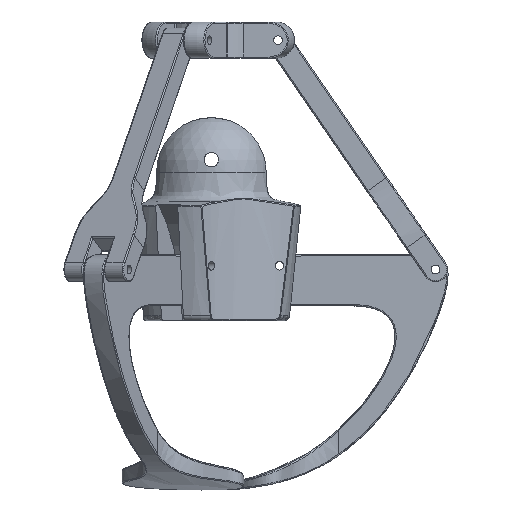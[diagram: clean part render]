
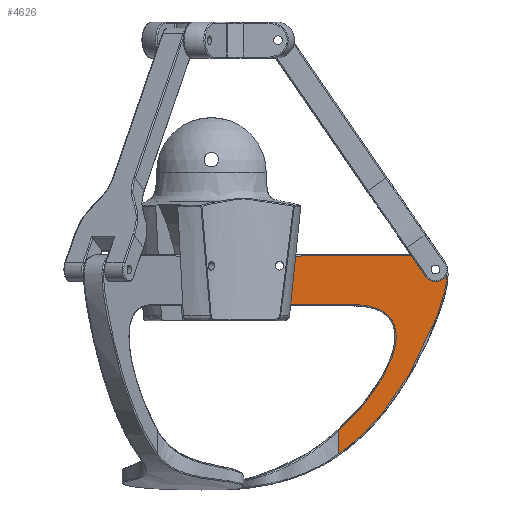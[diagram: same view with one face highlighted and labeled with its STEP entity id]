
A CAD part, left-side view. The second image highlights one B-rep face of the part: STEP entity #4626.
In plain terms, the highlighted planar face has unit normal (-1, 0, 0).
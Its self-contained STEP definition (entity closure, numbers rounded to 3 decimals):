
#260=PLANE('',#5253);
#305=FACE_BOUND('',#1259,.T.);
#306=FACE_BOUND('',#1260,.T.);
#619=CIRCLE('',#5232,3.171);
#634=CIRCLE('',#5254,1.268);
#635=CIRCLE('',#5255,1.268);
#932=FACE_OUTER_BOUND('',#1258,.T.);
#1258=EDGE_LOOP('',(#4188,#4189,#4190,#4191,#4192,#4193,#4194));
#1259=EDGE_LOOP('',(#4195));
#1260=EDGE_LOOP('',(#4196));
#1430=LINE('',#10771,#1603);
#1434=LINE('',#10790,#1607);
#1438=LINE('',#11822,#1611);
#1443=LINE('',#11880,#1616);
#1603=VECTOR('',#6490,17.615);
#1607=VECTOR('',#6512,17.615);
#1611=VECTOR('',#6548,17.615);
#1616=VECTOR('',#6559,17.615);
#1761=B_SPLINE_CURVE_WITH_KNOTS('',3,(#10884,#10885,#10886,#10887,#10888,
#10889,#10890,#10891,#10892,#10893,#10894,#10895,#10896,#10897,#10898),
 .UNSPECIFIED.,.F.,.F.,(4,1,1,1,1,1,1,1,1,1,1,1,4),(0.,
0.153,0.306,0.459,0.535,
0.611,0.764,0.917,1.223,
1.834,3.057,3.669,4.28),
 .UNSPECIFIED.);
#1779=B_SPLINE_CURVE_WITH_KNOTS('',3,(#11808,#11809,#11810,#11811,#11812,
#11813,#11814,#11815,#11816,#11817,#11818,#11819),.UNSPECIFIED.,.F.,.F.,
(4,1,1,1,1,1,1,1,1,4),(0.,0.837,1.256,
1.675,1.884,2.093,2.303,2.512,
2.722,2.931),.UNSPECIFIED.);
#2150=VERTEX_POINT('',#10768);
#2151=VERTEX_POINT('',#10770);
#2154=VERTEX_POINT('',#10780);
#2156=VERTEX_POINT('',#10786);
#2158=VERTEX_POINT('',#10866);
#2176=VERTEX_POINT('',#11692);
#2178=VERTEX_POINT('',#11793);
#2180=VERTEX_POINT('',#11881);
#2181=VERTEX_POINT('',#11883);
#2807=EDGE_CURVE('',#2150,#2151,#1430,.T.);
#2814=EDGE_CURVE('',#2151,#2154,#619,.T.);
#2817=EDGE_CURVE('',#2154,#2156,#1434,.T.);
#2820=EDGE_CURVE('',#2156,#2158,#1761,.T.);
#2852=EDGE_CURVE('',#2176,#2178,#1779,.T.);
#2854=EDGE_CURVE('',#2178,#2150,#1438,.T.);
#2859=EDGE_CURVE('',#2158,#2176,#1443,.T.);
#2860=EDGE_CURVE('',#2180,#2180,#634,.T.);
#2861=EDGE_CURVE('',#2181,#2181,#635,.T.);
#4188=ORIENTED_EDGE('',*,*,#2820,.F.);
#4189=ORIENTED_EDGE('',*,*,#2817,.F.);
#4190=ORIENTED_EDGE('',*,*,#2814,.F.);
#4191=ORIENTED_EDGE('',*,*,#2807,.F.);
#4192=ORIENTED_EDGE('',*,*,#2854,.F.);
#4193=ORIENTED_EDGE('',*,*,#2852,.F.);
#4194=ORIENTED_EDGE('',*,*,#2859,.F.);
#4195=ORIENTED_EDGE('',*,*,#2860,.T.);
#4196=ORIENTED_EDGE('',*,*,#2861,.T.);
#4626=ADVANCED_FACE('',(#932,#305,#306),#260,.F.);
#5232=AXIS2_PLACEMENT_3D('',#10784,#6505,#6506);
#5253=AXIS2_PLACEMENT_3D('',#11879,#6557,#6558);
#5254=AXIS2_PLACEMENT_3D('',#11882,#6560,#6561);
#5255=AXIS2_PLACEMENT_3D('',#11884,#6562,#6563);
#6490=DIRECTION('',(0.,-0.274,0.962));
#6505=DIRECTION('center_axis',(1.,0.,0.));
#6506=DIRECTION('ref_axis',(0.,0.602,0.798));
#6512=DIRECTION('',(0.,-1.,0.));
#6548=DIRECTION('',(0.,1.,0.));
#6557=DIRECTION('center_axis',(1.,0.,0.));
#6558=DIRECTION('ref_axis',(0.,1.,0.));
#6559=DIRECTION('',(0.,0.,1.));
#6560=DIRECTION('center_axis',(1.,0.,0.));
#6561=DIRECTION('ref_axis',(0.,1.,0.));
#6562=DIRECTION('center_axis',(1.,0.,0.));
#6563=DIRECTION('ref_axis',(0.,1.,0.));
#10768=CARTESIAN_POINT('',(-3.347,-13.715,-69.161));
#10770=CARTESIAN_POINT('',(-3.347,-17.092,-57.318));
#10771=CARTESIAN_POINT('',(-3.347,-7.79,-89.941));
#10780=CARTESIAN_POINT('',(-3.347,-20.141,-55.017));
#10784=CARTESIAN_POINT('Origin',(-3.347,-20.141,-58.188));
#10786=CARTESIAN_POINT('',(-3.347,-58.621,-55.017));
#10790=CARTESIAN_POINT('',(-3.347,-43.156,-55.017));
#10866=CARTESIAN_POINT('',(-3.347,-36.876,-112.687));
#10884=CARTESIAN_POINT('Ctrl Pts',(-3.347,-58.621,
-55.017));
#10885=CARTESIAN_POINT('Ctrl Pts',(-3.347,-59.518,
-55.017));
#10886=CARTESIAN_POINT('Ctrl Pts',(-3.347,-61.309,
-55.062));
#10887=CARTESIAN_POINT('Ctrl Pts',(-3.347,-63.977,
-55.366));
#10888=CARTESIAN_POINT('Ctrl Pts',(-3.347,-66.161,-56.023));
#10889=CARTESIAN_POINT('Ctrl Pts',(-3.347,-67.568,
-57.19));
#10890=CARTESIAN_POINT('Ctrl Pts',(-3.347,-68.409,-58.815));
#10891=CARTESIAN_POINT('Ctrl Pts',(-3.347,-68.561,
-61.089));
#10892=CARTESIAN_POINT('Ctrl Pts',(-3.347,-68.09,
-64.651));
#10893=CARTESIAN_POINT('Ctrl Pts',(-3.347,-66.391,
-70.72));
#10894=CARTESIAN_POINT('Ctrl Pts',(-3.347,-61.678,
-82.37));
#10895=CARTESIAN_POINT('Ctrl Pts',(-3.347,-54.564,
-94.937));
#10896=CARTESIAN_POINT('Ctrl Pts',(-3.347,-45.341,-105.975));
#10897=CARTESIAN_POINT('Ctrl Pts',(-3.347,-39.833,
-110.65));
#10898=CARTESIAN_POINT('Ctrl Pts',(-3.347,-36.876,
-112.687));
#11692=CARTESIAN_POINT('',(-3.347,-36.876,-105.972));
#11793=CARTESIAN_POINT('',(-3.347,-40.121,-69.161));
#11808=CARTESIAN_POINT('Ctrl Pts',(-3.347,-36.876,
-105.972));
#11809=CARTESIAN_POINT('Ctrl Pts',(-3.347,-40.545,
-102.699));
#11810=CARTESIAN_POINT('Ctrl Pts',(-3.347,-45.553,
-97.239));
#11811=CARTESIAN_POINT('Ctrl Pts',(-3.347,-50.8,
-88.9));
#11812=CARTESIAN_POINT('Ctrl Pts',(-3.347,-53.176,
-83.174));
#11813=CARTESIAN_POINT('Ctrl Pts',(-3.347,-53.844,
-78.277));
#11814=CARTESIAN_POINT('Ctrl Pts',(-3.347,-53.207,
-74.558));
#11815=CARTESIAN_POINT('Ctrl Pts',(-3.347,-50.835,
-71.571));
#11816=CARTESIAN_POINT('Ctrl Pts',(-3.347,-47.437,
-69.975));
#11817=CARTESIAN_POINT('Ctrl Pts',(-3.347,-43.812,
-69.272));
#11818=CARTESIAN_POINT('Ctrl Pts',(-3.347,-41.35,-69.161));
#11819=CARTESIAN_POINT('Ctrl Pts',(-3.347,-40.121,
-69.161));
#11822=CARTESIAN_POINT('',(-3.347,-54.475,-69.161));
#11879=CARTESIAN_POINT('Origin',(-3.347,-68.83,-129.329));
#11880=CARTESIAN_POINT('',(-3.347,-36.876,-129.329));
#11881=CARTESIAN_POINT('',(-3.347,-20.989,-57.83));
#11882=CARTESIAN_POINT('Origin',(-3.347,-19.721,-57.83));
#11883=CARTESIAN_POINT('',(-3.347,-66.437,-59.074));
#11884=CARTESIAN_POINT('Origin',(-3.347,-65.168,-59.074));
